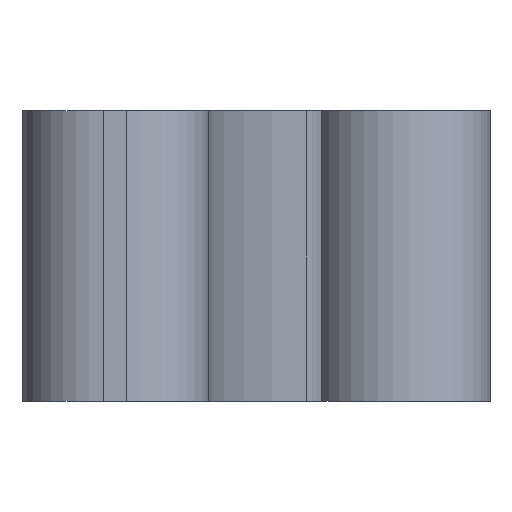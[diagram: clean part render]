
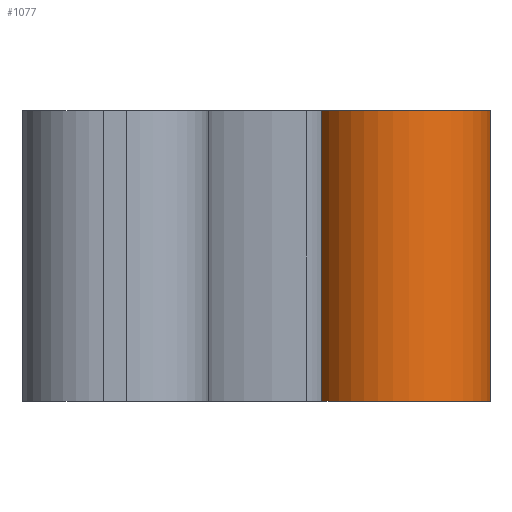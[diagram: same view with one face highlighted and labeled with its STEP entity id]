
A CAD part, left-side view. The second image highlights one B-rep face of the part: STEP entity #1077.
In plain terms, the highlighted cylindrical face has radius 3.05 mm (diameter 6.1 mm), a partial arc.
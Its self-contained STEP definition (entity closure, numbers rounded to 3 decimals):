
#68=CIRCLE('',#1156,3.05);
#95=CIRCLE('',#1184,3.05);
#380=ORIENTED_EDGE('',*,*,#492,.T.);
#381=ORIENTED_EDGE('',*,*,#406,.T.);
#382=ORIENTED_EDGE('',*,*,#529,.F.);
#383=ORIENTED_EDGE('',*,*,#552,.F.);
#406=EDGE_CURVE('',#556,#557,#662,.T.);
#492=EDGE_CURVE('',#616,#556,#68,.T.);
#529=EDGE_CURVE('',#651,#557,#95,.T.);
#552=EDGE_CURVE('',#616,#651,#744,.T.);
#556=VERTEX_POINT('',#1560);
#557=VERTEX_POINT('',#1561);
#616=VERTEX_POINT('',#1734);
#651=VERTEX_POINT('',#1806);
#662=LINE('',#1559,#746);
#744=LINE('',#1858,#828);
#746=VECTOR('',#1227,1000.);
#828=VECTOR('',#1535,1000.);
#900=EDGE_LOOP('',(#380,#381,#382,#383));
#984=FACE_BOUND('',#900,.T.);
#1022=CYLINDRICAL_SURFACE('',#1212,3.05);
#1077=ADVANCED_FACE('',(#984),#1022,.T.);
#1156=AXIS2_PLACEMENT_3D('',#1733,#1397,#1398);
#1184=AXIS2_PLACEMENT_3D('',#1807,#1463,#1464);
#1212=AXIS2_PLACEMENT_3D('',#1857,#1533,#1534);
#1227=DIRECTION('',(0.,0.,-1.));
#1397=DIRECTION('',(0.,0.,-1.));
#1398=DIRECTION('',(1.,0.,0.));
#1463=DIRECTION('',(0.,0.,-1.));
#1464=DIRECTION('',(1.,0.,0.));
#1533=DIRECTION('',(0.,0.,-1.));
#1534=DIRECTION('',(-1.,0.,0.));
#1535=DIRECTION('',(0.,0.,-1.));
#1559=CARTESIAN_POINT('',(-16.319,0.,5.));
#1560=CARTESIAN_POINT('',(-16.319,0.,10.));
#1561=CARTESIAN_POINT('',(-16.319,0.,0.));
#1733=CARTESIAN_POINT('',(-15.,-2.75,10.));
#1734=CARTESIAN_POINT('',(-12.918,-4.979,10.));
#1806=CARTESIAN_POINT('',(-12.918,-4.979,0.));
#1807=CARTESIAN_POINT('',(-15.,-2.75,0.));
#1857=CARTESIAN_POINT('',(-15.,-2.75,10.));
#1858=CARTESIAN_POINT('',(-12.918,-4.979,10.));
